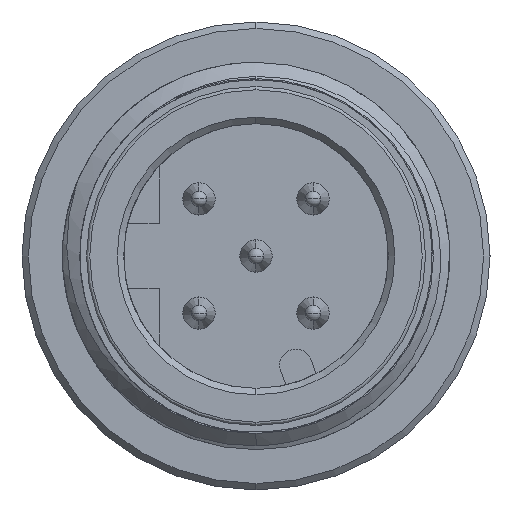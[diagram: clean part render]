
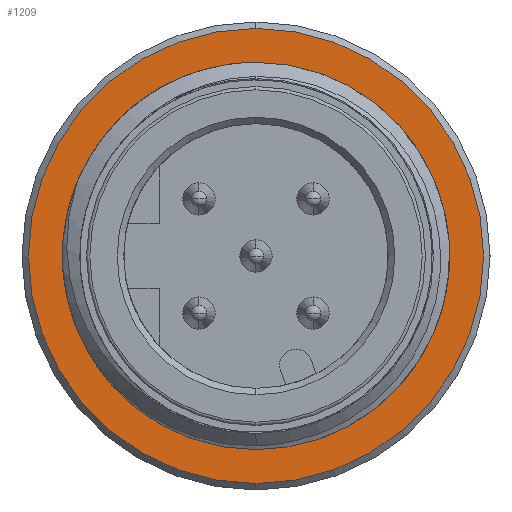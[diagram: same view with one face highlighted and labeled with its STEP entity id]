
A CAD part, left-side view. The second image highlights one B-rep face of the part: STEP entity #1209.
In plain terms, the highlighted planar face has unit normal (-1, 0, 0).
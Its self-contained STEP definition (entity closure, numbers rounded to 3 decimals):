
#331 = CARTESIAN_POINT ( 'NONE',  ( 7., 0., -7.05 ) ) ;
#1053 = CARTESIAN_POINT ( 'NONE',  ( 7., 0., 0. ) ) ;
#1209 = ADVANCED_FACE ( 'NONE', ( #17749, #10089 ), #7790, .F. ) ;
#1295 = EDGE_CURVE ( 'NONE', #23611, #16522, #14220, .T. ) ;
#1930 = DIRECTION ( 'NONE',  ( -1., 0., 0. ) ) ;
#2652 = CARTESIAN_POINT ( 'NONE',  ( 7., 0., 6. ) ) ;
#3107 = AXIS2_PLACEMENT_3D ( 'NONE', #27396, #24944, #15902 ) ;
#3257 = EDGE_CURVE ( 'NONE', #3804, #20686, #24665, .T. ) ;
#3565 = CARTESIAN_POINT ( 'NONE',  ( 7., 0., -6. ) ) ;
#3735 = ORIENTED_EDGE ( 'NONE', *, *, #3257, .T. ) ;
#3804 = VERTEX_POINT ( 'NONE', #331 ) ;
#4144 = ORIENTED_EDGE ( 'NONE', *, *, #25652, .F. ) ;
#7790 = PLANE ( 'NONE',  #11277 ) ;
#8735 = AXIS2_PLACEMENT_3D ( 'NONE', #8853, #1930, #20640 ) ;
#8853 = CARTESIAN_POINT ( 'NONE',  ( 7., 0., 0. ) ) ;
#9316 = ORIENTED_EDGE ( 'NONE', *, *, #20523, .T. ) ;
#9512 = CIRCLE ( 'NONE', #26647, 7.05 ) ;
#10089 = FACE_BOUND ( 'NONE', #10507, .T. ) ;
#10507 = EDGE_LOOP ( 'NONE', ( #28554, #4144 ) ) ;
#11277 = AXIS2_PLACEMENT_3D ( 'NONE', #24495, #26956, #24652 ) ;
#11430 = CARTESIAN_POINT ( 'NONE',  ( 7., 0., 7.05 ) ) ;
#11438 = CARTESIAN_POINT ( 'NONE',  ( 7., 0., 0. ) ) ;
#14220 = CIRCLE ( 'NONE', #22551, 6. ) ;
#15606 = CIRCLE ( 'NONE', #8735, 6. ) ;
#15902 = DIRECTION ( 'NONE',  ( 0., 0., -1. ) ) ;
#16055 = DIRECTION ( 'NONE',  ( 0., 0., 1. ) ) ;
#16522 = VERTEX_POINT ( 'NONE', #3565 ) ;
#17173 = DIRECTION ( 'NONE',  ( -1., 0., 0. ) ) ;
#17749 = FACE_OUTER_BOUND ( 'NONE', #17876, .T. ) ;
#17876 = EDGE_LOOP ( 'NONE', ( #3735, #9316 ) ) ;
#19298 = DIRECTION ( 'NONE',  ( 0., 0., -1. ) ) ;
#20523 = EDGE_CURVE ( 'NONE', #20686, #3804, #9512, .T. ) ;
#20640 = DIRECTION ( 'NONE',  ( 0., 0., 1. ) ) ;
#20686 = VERTEX_POINT ( 'NONE', #11430 ) ;
#22551 = AXIS2_PLACEMENT_3D ( 'NONE', #11438, #22649, #16055 ) ;
#22649 = DIRECTION ( 'NONE',  ( -1., 0., 0. ) ) ;
#23611 = VERTEX_POINT ( 'NONE', #2652 ) ;
#24495 = CARTESIAN_POINT ( 'NONE',  ( 7., 6., 0. ) ) ;
#24652 = DIRECTION ( 'NONE',  ( 0., 0., -1. ) ) ;
#24665 = CIRCLE ( 'NONE', #3107, 7.05 ) ;
#24944 = DIRECTION ( 'NONE',  ( -1., 0., 0. ) ) ;
#25652 = EDGE_CURVE ( 'NONE', #16522, #23611, #15606, .T. ) ;
#26647 = AXIS2_PLACEMENT_3D ( 'NONE', #1053, #17173, #19298 ) ;
#26956 = DIRECTION ( 'NONE',  ( 1., 0., 0. ) ) ;
#27396 = CARTESIAN_POINT ( 'NONE',  ( 7., 0., 0. ) ) ;
#28554 = ORIENTED_EDGE ( 'NONE', *, *, #1295, .F. ) ;
